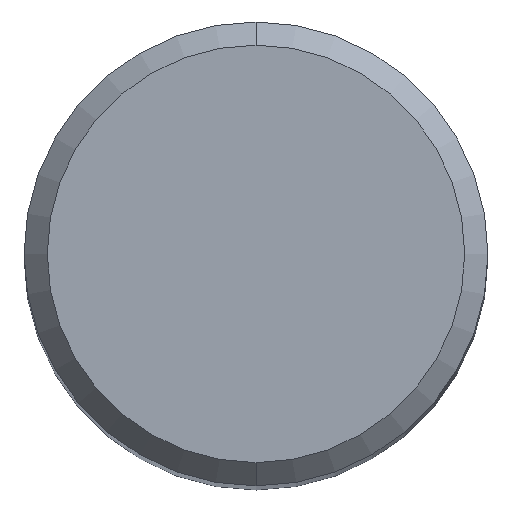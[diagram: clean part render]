
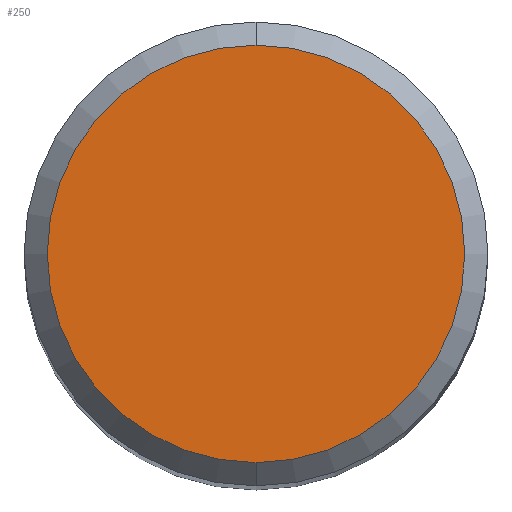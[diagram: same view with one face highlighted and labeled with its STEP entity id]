
A CAD part, top view. The second image highlights one B-rep face of the part: STEP entity #250.
In plain terms, the highlighted planar face has unit normal (0, 0, 1).
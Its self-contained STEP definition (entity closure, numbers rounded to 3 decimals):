
#126=VERTEX_POINT('',#331);
#222=EDGE_CURVE('',#278,#126,#439,.T.);
#250=ADVANCED_FACE('',(#472),#473,.T.);
#256=EDGE_CURVE('',#126,#278,#480,.T.);
#278=VERTEX_POINT('',#504);
#331=CARTESIAN_POINT('',(0.,-5.4,60.73));
#439=CIRCLE('',#693,5.4);
#472=FACE_OUTER_BOUND('',#738,.T.);
#473=PLANE('',#739);
#480=CIRCLE('',#747,5.4);
#504=CARTESIAN_POINT('',(0.0,5.4,60.73));
#693=AXIS2_PLACEMENT_3D('',#954,#955,#956);
#738=EDGE_LOOP('',(#1006,#1007));
#739=AXIS2_PLACEMENT_3D('',#1008,#1009,#1010);
#747=AXIS2_PLACEMENT_3D('',#1019,#1020,#1021);
#954=CARTESIAN_POINT('',(0.0,0.0,60.73));
#955=DIRECTION('',(0.0,0.0,-1.0));
#956=DIRECTION('',(0.0,1.0,0.0));
#1006=ORIENTED_EDGE('',*,*,#222,.F.);
#1007=ORIENTED_EDGE('',*,*,#256,.F.);
#1008=CARTESIAN_POINT('',(0.0,2.7,60.73));
#1009=DIRECTION('',(-0.0,0.0,1.0));
#1010=DIRECTION('',(0.0,-1.0,0.0));
#1019=CARTESIAN_POINT('',(0.0,0.0,60.73));
#1020=DIRECTION('',(0.0,0.0,-1.0));
#1021=DIRECTION('',(0.0,1.0,0.0));
